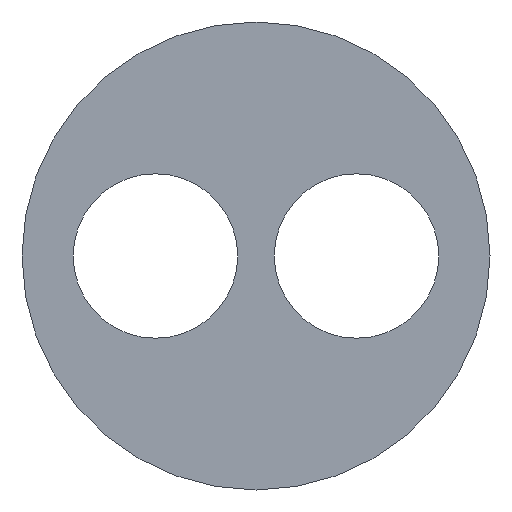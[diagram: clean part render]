
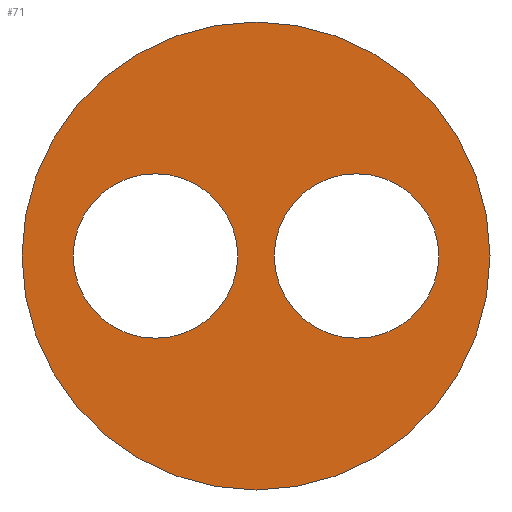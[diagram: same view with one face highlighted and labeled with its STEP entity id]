
A CAD part, left-side view. The second image highlights one B-rep face of the part: STEP entity #71.
In plain terms, the highlighted planar face has unit normal (-1, 0, 0).
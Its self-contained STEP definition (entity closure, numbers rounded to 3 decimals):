
#71 = ADVANCED_FACE( '', ( #162, #163, #164 ), #165, .F. );
#162 = FACE_BOUND( '', #271, .T. );
#163 = FACE_BOUND( '', #272, .T. );
#164 = FACE_OUTER_BOUND( '', #273, .T. );
#165 = PLANE( '', #274 );
#271 = EDGE_LOOP( '', ( #433 ) );
#272 = EDGE_LOOP( '', ( #434 ) );
#273 = EDGE_LOOP( '', ( #435 ) );
#274 = AXIS2_PLACEMENT_3D( '', #436, #437, #438 );
#433 = ORIENTED_EDGE( '', *, *, #682, .T. );
#434 = ORIENTED_EDGE( '', *, *, #683, .T. );
#435 = ORIENTED_EDGE( '', *, *, #684, .F. );
#436 = CARTESIAN_POINT( '', ( 0., 0., 0. ) );
#437 = DIRECTION( '', ( 1., 0., 0. ) );
#438 = DIRECTION( '', ( 0., 0., -1. ) );
#682 = EDGE_CURVE( '', #832, #832, #833, .T. );
#683 = EDGE_CURVE( '', #834, #834, #835, .T. );
#684 = EDGE_CURVE( '', #836, #836, #837, .T. );
#832 = VERTEX_POINT( '', #1028 );
#833 = CIRCLE( '', #1029, 4.5 );
#834 = VERTEX_POINT( '', #1030 );
#835 = CIRCLE( '', #1031, 4.5 );
#836 = VERTEX_POINT( '', #1032 );
#837 = CIRCLE( '', #1033, 12.8 );
#1028 = CARTESIAN_POINT( '', ( 0., -5.5, -4.5 ) );
#1029 = AXIS2_PLACEMENT_3D( '', #1190, #1191, #1192 );
#1030 = CARTESIAN_POINT( '', ( 0., 5.5, -4.5 ) );
#1031 = AXIS2_PLACEMENT_3D( '', #1193, #1194, #1195 );
#1032 = CARTESIAN_POINT( '', ( 0., 0., -12.8 ) );
#1033 = AXIS2_PLACEMENT_3D( '', #1196, #1197, #1198 );
#1190 = CARTESIAN_POINT( '', ( 0., -5.5, 0. ) );
#1191 = DIRECTION( '', ( 1., 0., 0. ) );
#1192 = DIRECTION( '', ( 0., 0., -1. ) );
#1193 = CARTESIAN_POINT( '', ( 0., 5.5, 0. ) );
#1194 = DIRECTION( '', ( 1., 0., 0. ) );
#1195 = DIRECTION( '', ( 0., 0., -1. ) );
#1196 = CARTESIAN_POINT( '', ( 0., 0., 0. ) );
#1197 = DIRECTION( '', ( 1., 0., 0. ) );
#1198 = DIRECTION( '', ( 0., 0., -1. ) );
